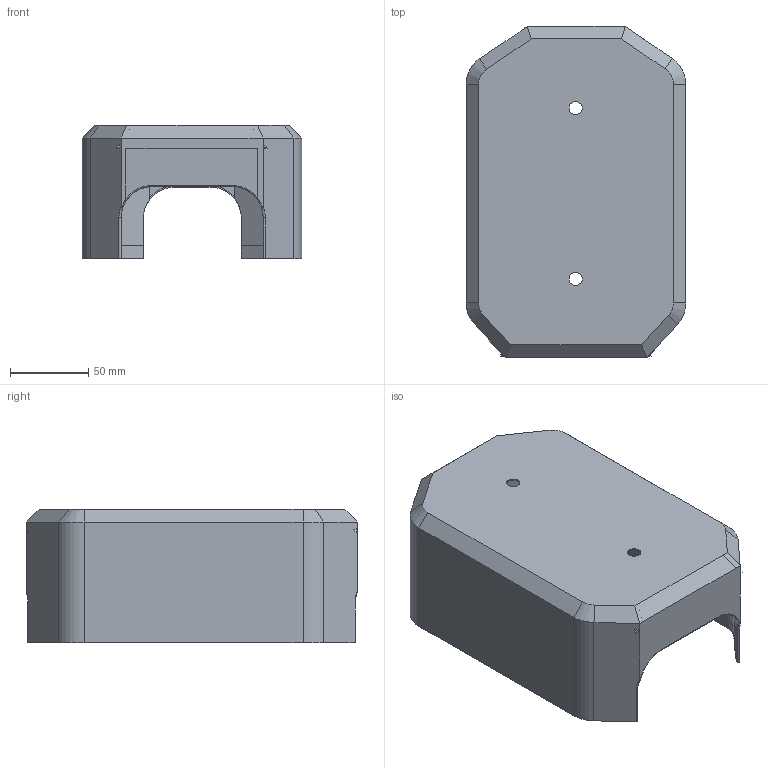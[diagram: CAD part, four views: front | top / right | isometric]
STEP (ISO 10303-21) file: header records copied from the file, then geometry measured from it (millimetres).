
FILE_DESCRIPTION(/* description */ ('','CAx-IF Rec.Pracs.---Representation and Presentation of Product Manufacturing Information (PMI)---4.0---2014-10-13'),/* implementation_level */ '2;1');
FILE_NAME(/* name */ 'TallBody.step',/* time_stamp */ '2025-03-23T17:52:36+01:00',/* author */ (''),/* organization */ (''),/* preprocessor_version */ 'ST-DEVELOPER v20',/* originating_system */ 'Autodesk Translation Framework v13.20.0.188',/* authorisation */ '');
FILE_SCHEMA (('AP242_MANAGED_MODEL_BASED_3D_ENGINEERING_MIM_LF { 1 0 10303 442 1 1 4 }'));
Length unit declared in the file: millimetre
Products named in the file (1): Body
Bounding box: 140.4 x 211.46 x 85 mm (x, y, z)
Volume: 150714 mm3; surface area: 142486.3 mm2
Topology: 1 solids, 1 shells, 796 faces, 2186 edges, 1448 vertices
Faces by surface type: bspline 415, plane 345, cylinder 24, cone 8, torus 4
Full cylindrical faces by diameter (mm): 8.4 x2
Entity records: 29197 total; most frequent: CARTESIAN_POINT 11734, ORIENTED_EDGE 4372, DIRECTION 2192, EDGE_CURVE 2186, VERTEX_POINT 1448, LINE 1284, VECTOR 1284, EDGE_LOOP 856
